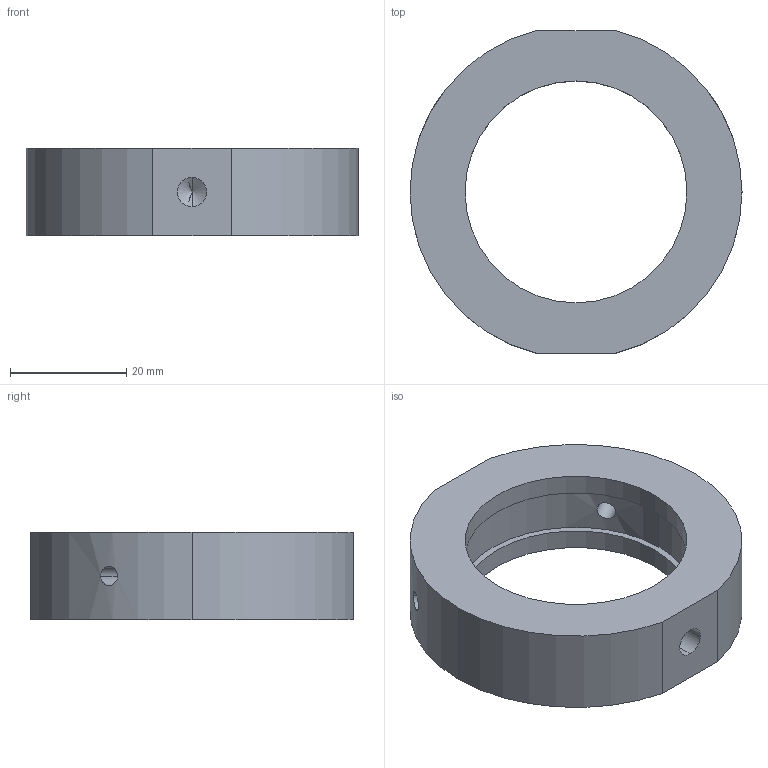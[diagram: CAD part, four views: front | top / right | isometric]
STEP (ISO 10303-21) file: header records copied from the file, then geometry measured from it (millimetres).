
FILE_DESCRIPTION (( 'STEP AP203' ), '1' );
FILE_NAME ('502006.STEP', '2019-09-03T08:21:14', ( '' ), ( '' ), 'SwSTEP 2.0', 'SolidWorks 2016', '' );
FILE_SCHEMA (( 'CONFIG_CONTROL_DESIGN' ));
Length unit declared in the file: millimetre
Products named in the file (2): 502006
Bounding box: 57 x 55.4 x 15 mm (x, y, z)
Volume: 19565.5 mm3; surface area: 7885.8 mm2
Topology: 1 solids, 1 shells, 27 faces, 65 edges, 40 vertices
Faces by surface type: cylinder 17, plane 6, cone 4
Entity records: 1128 total; most frequent: CARTESIAN_POINT 342, DIRECTION 137, ORIENTED_EDGE 122, EDGE_CURVE 61, AXIS2_PLACEMENT_3D 55, VERTEX_POINT 40, EDGE_LOOP 37, FACE_OUTER_BOUND 27
